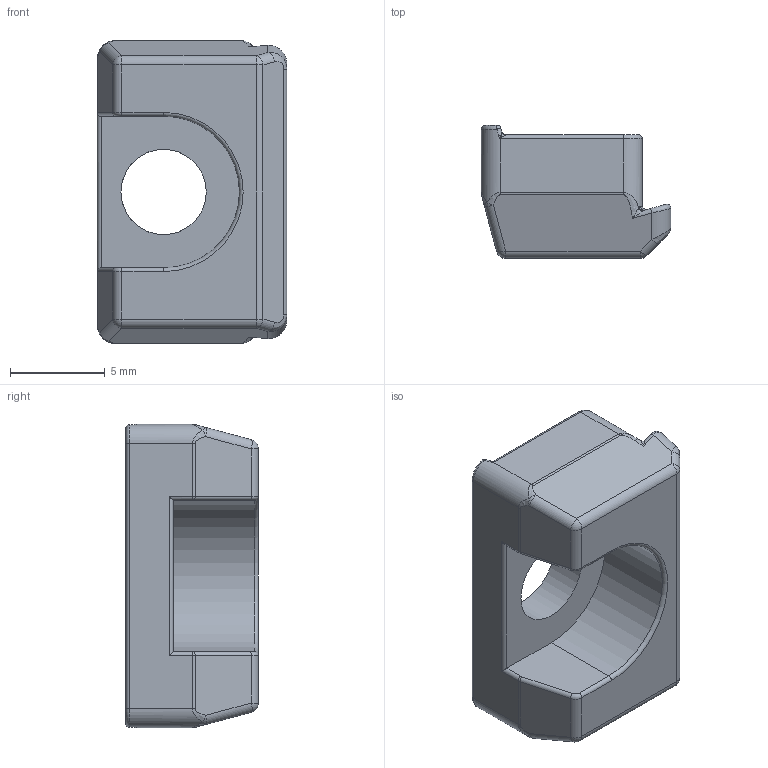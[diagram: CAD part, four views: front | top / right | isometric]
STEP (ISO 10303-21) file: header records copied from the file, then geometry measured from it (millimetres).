
FILE_DESCRIPTION(/* description */ (''),/* implementation_level */ '2;1');
FILE_NAME(/* name */ 'CAD_108217.stp',/* time_stamp */ '2021-01-19T09:59:39+01:00',/* author */ ('Hypex'),/* organization */ ('Hypex'),/* preprocessor_version */ 'ST-DEVELOPER v18',/* originating_system */ 'Autodesk Inventor 2020',/* authorisation */ '');
FILE_SCHEMA (('AUTOMOTIVE_DESIGN { 1 0 10303 214 3 1 1 }'));
Length unit declared in the file: millimetre
Products named in the file (1): CAD_108217
Bounding box: 10 x 7 x 16 mm (x, y, z)
Volume: 625.1 mm3; surface area: 641.9 mm2
Topology: 1 solids, 1 shells, 100 faces, 229 edges, 128 vertices
Faces by surface type: cylinder 39, bspline 26, plane 18, torus 9, sphere 8
Full cylindrical faces by diameter (mm): 4.5 x1
Entity records: 3371 total; most frequent: CARTESIAN_POINT 1140, DIRECTION 472, ORIENTED_EDGE 454, EDGE_CURVE 227, AXIS2_PLACEMENT_3D 196, VERTEX_POINT 128, EDGE_LOOP 101, FACE_OUTER_BOUND 100
